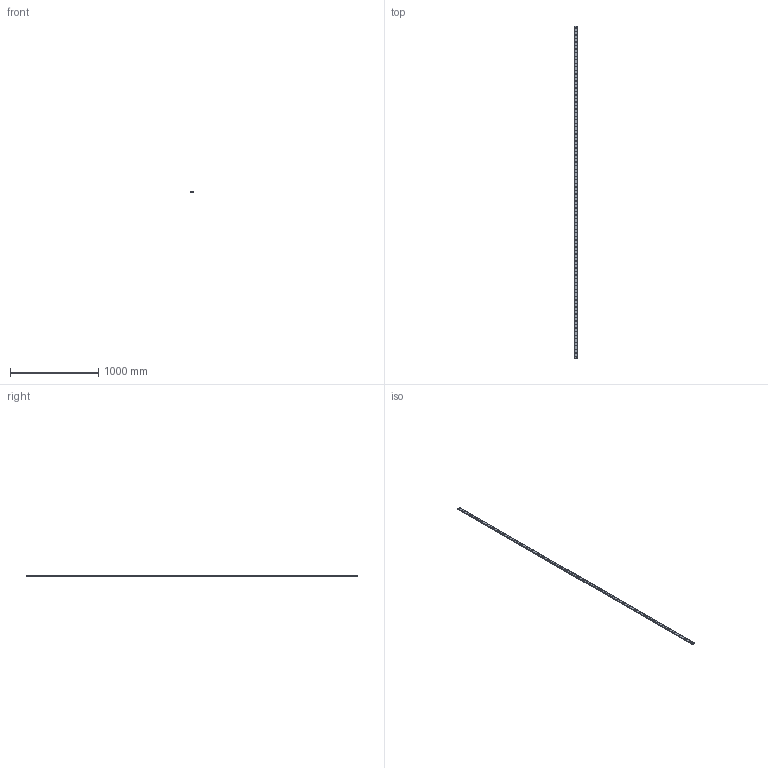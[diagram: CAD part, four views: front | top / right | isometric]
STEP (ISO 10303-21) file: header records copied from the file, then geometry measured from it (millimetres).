
FILE_DESCRIPTION(('STEP AP214'),'1');
FILE_NAME('cctmp_B82B37F2-1166-4BD1-8D94-205B89CE94BE_2021_03_02_10_44_26_0922..stp','2021-03-02T09:44:27',('HIWIN GmbH'),('CADClick - www.CADClick.com'),'Spatial InterOp 3D',' ','unknown authorization');
FILE_SCHEMA(('AUTOMOTIVE_DESIGN'));
Length unit declared in the file: millimetre
Products named in the file (1): WER17R3760H_FILE
Bounding box: 33 x 3760 x 9.3 mm (x, y, z)
Volume: 1038560.1 mm3; surface area: 367372.6 mm2
Topology: 1 solids, 1 shells, 1795 faces, 3675 edges, 2450 vertices
Faces by surface type: cylinder 1146, plane 649
Entity records: 62805 total; most frequent: DIRECTION 9559, CARTESIAN_POINT 7921, ORIENTED_EDGE 7350, AXIS2_PLACEMENT_3D 4088, EDGE_CURVE 3675, VERTEX_POINT 2450, EDGE_LOOP 2363, CIRCLE 2292
